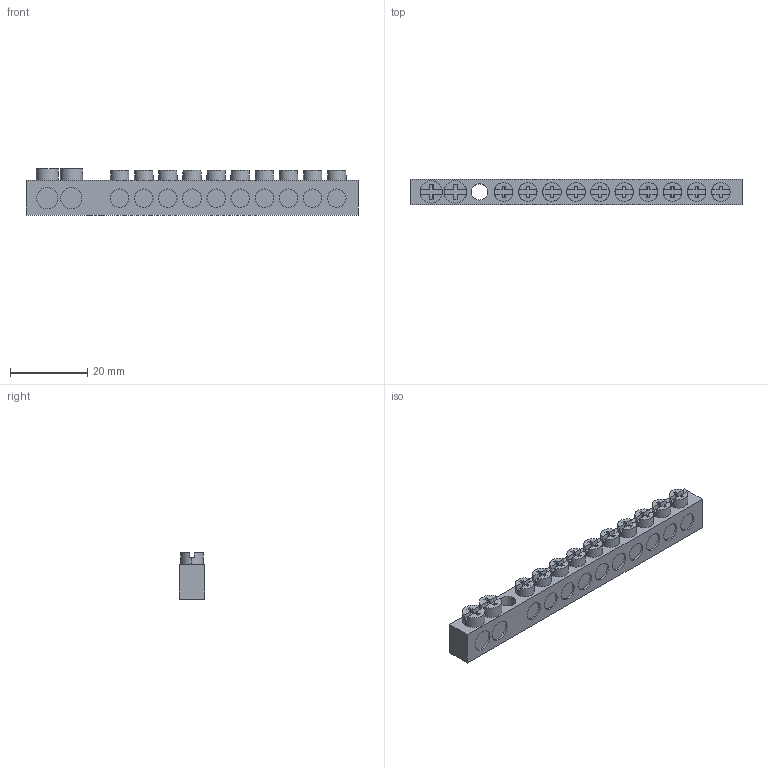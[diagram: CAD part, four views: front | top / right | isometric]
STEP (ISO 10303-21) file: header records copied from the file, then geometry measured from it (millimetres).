
FILE_DESCRIPTION (( 'STEP AP203' ), '1' );
FILE_NAME ('6,5x9 - 12 Delikli Pano Topraklama Klemensi.STEP', '2018-11-30T07:44:38', ( '' ), ( '' ), 'SwSTEP 2.0', 'SolidWorks 2011', '' );
FILE_SCHEMA (( 'CONFIG_CONTROL_DESIGN' ));
Length unit declared in the file: millimetre
Products named in the file (1): 6,5x9 - 12 Delikli Pano Topraklama Klemensi
Bounding box: 86 x 6.5 x 12 mm (x, y, z)
Volume: 5198.6 mm3; surface area: 3709.1 mm2
Topology: 1 solids, 1 shells, 260 faces, 666 edges, 444 vertices
Faces by surface type: plane 186, cylinder 74
Entity records: 7987 total; most frequent: CARTESIAN_POINT 1515, DIRECTION 1336, ORIENTED_EDGE 1332, EDGE_CURVE 666, AXIS2_PLACEMENT_3D 457, VERTEX_POINT 444, LINE 422, VECTOR 422
